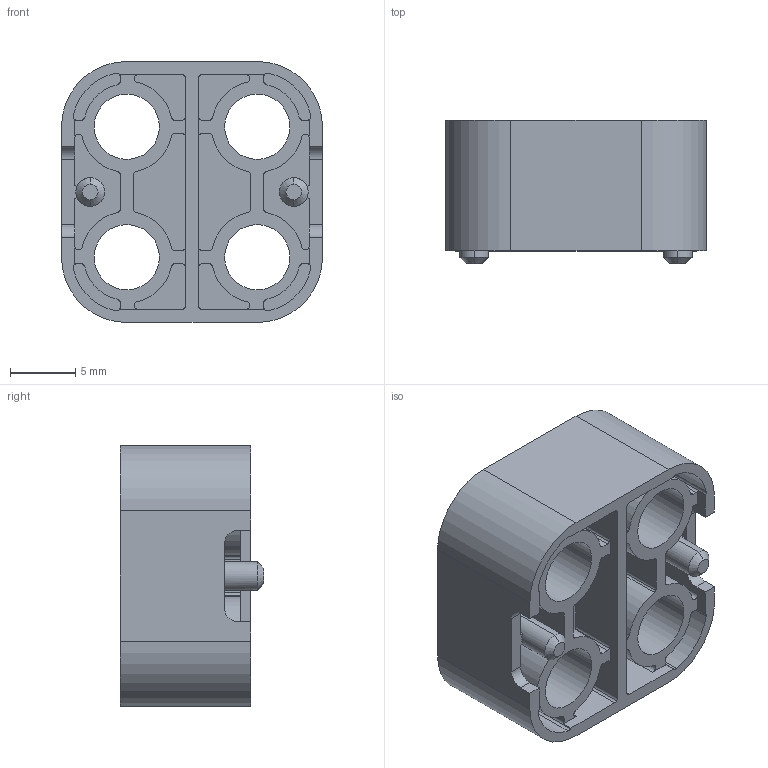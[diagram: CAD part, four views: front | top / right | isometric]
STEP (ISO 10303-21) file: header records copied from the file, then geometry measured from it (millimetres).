
FILE_DESCRIPTION (( 'STEP AP214' ), '1' );
FILE_NAME ('CWbA_1.stp', '2019-05-19T11:36:52', ( '' ), ( '' ), 'SwSTEP 2.0', 'SolidWorks 2019', '' );
FILE_SCHEMA (( 'AUTOMOTIVE_DESIGN' ));
Length unit declared in the file: millimetre
Products named in the file (1): CWbA_1
Bounding box: 20 x 11 x 20 mm (x, y, z)
Volume: 1698.1 mm3; surface area: 3375.2 mm2
Topology: 1 solids, 1 shells, 360 faces, 1064 edges, 708 vertices
Faces by surface type: cylinder 252, plane 104, cone 4
Entity records: 12334 total; most frequent: DIRECTION 2314, CARTESIAN_POINT 2133, ORIENTED_EDGE 2128, EDGE_CURVE 1064, AXIS2_PLACEMENT_3D 889, VERTEX_POINT 708, LINE 536, VECTOR 536
